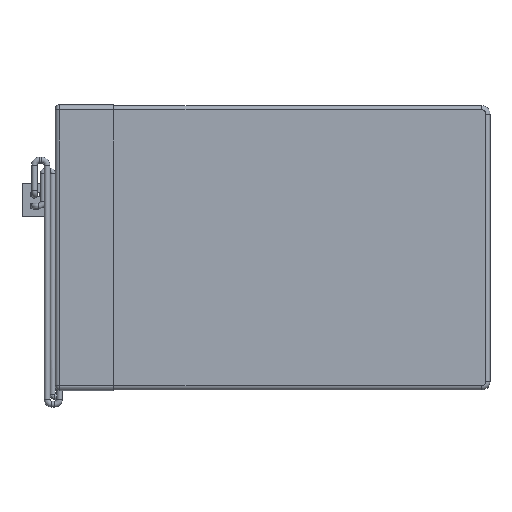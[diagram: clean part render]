
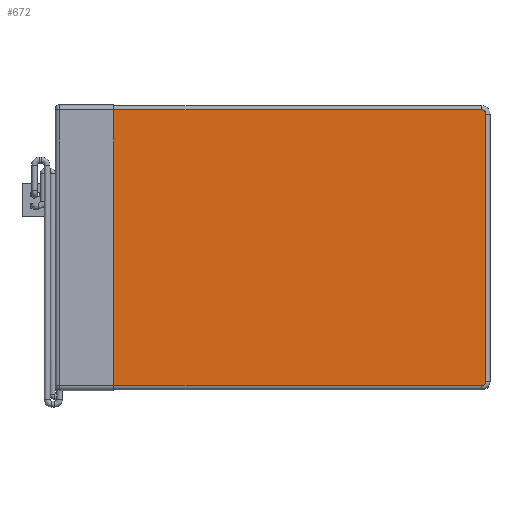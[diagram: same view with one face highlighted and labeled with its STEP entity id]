
A CAD part, top view. The second image highlights one B-rep face of the part: STEP entity #672.
In plain terms, the highlighted planar face has unit normal (0, 0, 1).
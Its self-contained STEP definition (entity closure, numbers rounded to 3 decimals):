
#206 = VERTEX_POINT('',#207);
#207 = CARTESIAN_POINT('',(-19.,16.5,2.5));
#257 = VERTEX_POINT('',#258);
#258 = CARTESIAN_POINT('',(-19.,-16.5,2.5));
#265 = EDGE_CURVE('',#257,#206,#266,.T.);
#266 = LINE('',#267,#268);
#267 = CARTESIAN_POINT('',(-19.,0.,2.5));
#268 = VECTOR('',#269,1.);
#269 = DIRECTION('',(0.,1.,0.));
#644 = EDGE_CURVE('',#206,#645,#647,.T.);
#645 = VERTEX_POINT('',#646);
#646 = CARTESIAN_POINT('',(25.,16.5,2.5));
#647 = LINE('',#648,#649);
#648 = CARTESIAN_POINT('',(-26.,16.5,2.5));
#649 = VECTOR('',#650,1.);
#650 = DIRECTION('',(1.,0.,0.));
#672 = ADVANCED_FACE('',(#673),#709,.T.);
#673 = FACE_BOUND('',#674,.T.);
#674 = EDGE_LOOP('',(#675,#676,#684,#693,#701,#708));
#675 = ORIENTED_EDGE('',*,*,#265,.F.);
#676 = ORIENTED_EDGE('',*,*,#677,.F.);
#677 = EDGE_CURVE('',#678,#257,#680,.T.);
#678 = VERTEX_POINT('',#679);
#679 = CARTESIAN_POINT('',(25.,-16.5,2.5));
#680 = LINE('',#681,#682);
#681 = CARTESIAN_POINT('',(25.,-16.5,2.5));
#682 = VECTOR('',#683,1.);
#683 = DIRECTION('',(-1.,0.,0.));
#684 = ORIENTED_EDGE('',*,*,#685,.F.);
#685 = EDGE_CURVE('',#686,#678,#688,.T.);
#686 = VERTEX_POINT('',#687);
#687 = CARTESIAN_POINT('',(25.5,-16.,2.5));
#688 = CIRCLE('',#689,0.5);
#689 = AXIS2_PLACEMENT_3D('',#690,#691,#692);
#690 = CARTESIAN_POINT('',(25.,-16.,2.5));
#691 = DIRECTION('',(0.,0.,-1.));
#692 = DIRECTION('',(1.,0.,0.));
#693 = ORIENTED_EDGE('',*,*,#694,.F.);
#694 = EDGE_CURVE('',#695,#686,#697,.T.);
#695 = VERTEX_POINT('',#696);
#696 = CARTESIAN_POINT('',(25.5,16.,2.5));
#697 = LINE('',#698,#699);
#698 = CARTESIAN_POINT('',(25.5,16.,2.5));
#699 = VECTOR('',#700,1.);
#700 = DIRECTION('',(0.,-1.,0.));
#701 = ORIENTED_EDGE('',*,*,#702,.F.);
#702 = EDGE_CURVE('',#645,#695,#703,.T.);
#703 = CIRCLE('',#704,0.5);
#704 = AXIS2_PLACEMENT_3D('',#705,#706,#707);
#705 = CARTESIAN_POINT('',(25.,16.,2.5));
#706 = DIRECTION('',(0.,0.,-1.));
#707 = DIRECTION('',(0.,1.,0.));
#708 = ORIENTED_EDGE('',*,*,#644,.F.);
#709 = PLANE('',#710);
#710 = AXIS2_PLACEMENT_3D('',#711,#712,#713);
#711 = CARTESIAN_POINT('',(0.,0.,2.5));
#712 = DIRECTION('',(0.,0.,1.));
#713 = DIRECTION('',(1.,0.,0.));
